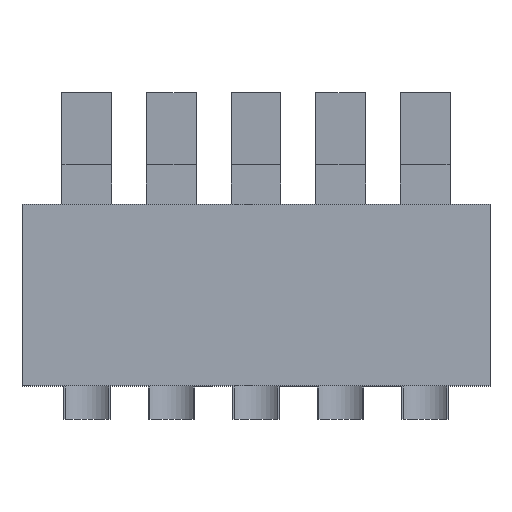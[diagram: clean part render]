
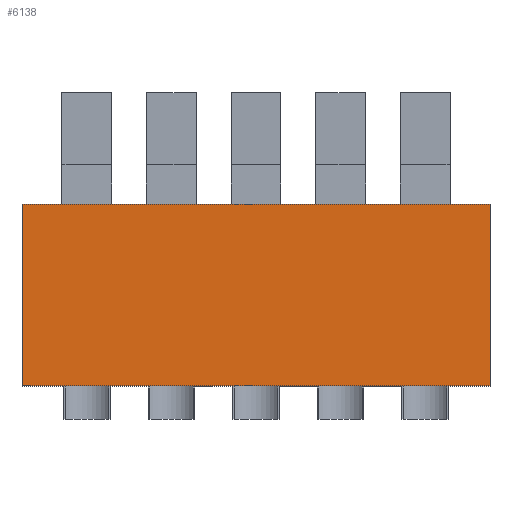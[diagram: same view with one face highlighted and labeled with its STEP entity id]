
A CAD part, top view. The second image highlights one B-rep face of the part: STEP entity #6138.
In plain terms, the highlighted planar face has unit normal (0, 0, 1).
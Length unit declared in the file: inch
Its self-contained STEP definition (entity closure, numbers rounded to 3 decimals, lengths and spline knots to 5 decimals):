
#466=FACE_OUTER_BOUND('',#797,.T.);
#797=EDGE_LOOP('',(#5538,#5539,#5540,#5541));
#1421=LINE('',#9606,#2192);
#1567=LINE('',#9925,#2338);
#1569=LINE('',#9929,#2340);
#1570=LINE('',#9930,#2341);
#2192=VECTOR('',#7637,0.55354);
#2338=VECTOR('',#7947,0.21417);
#2340=VECTOR('',#7951,0.21417);
#2341=VECTOR('',#7952,0.55354);
#2868=VERTEX_POINT('',#9603);
#2869=VERTEX_POINT('',#9605);
#2960=VERTEX_POINT('',#9924);
#2961=VERTEX_POINT('',#9928);
#3666=EDGE_CURVE('',#2868,#2869,#1421,.T.);
#3822=EDGE_CURVE('',#2960,#2869,#1567,.T.);
#3824=EDGE_CURVE('',#2868,#2961,#1569,.T.);
#3825=EDGE_CURVE('',#2961,#2960,#1570,.T.);
#5538=ORIENTED_EDGE('',*,*,#3824,.T.);
#5539=ORIENTED_EDGE('',*,*,#3825,.T.);
#5540=ORIENTED_EDGE('',*,*,#3822,.T.);
#5541=ORIENTED_EDGE('',*,*,#3666,.F.);
#5837=PLANE('',#6504);
#6138=ADVANCED_FACE('',(#466),#5837,.T.);
#6504=AXIS2_PLACEMENT_3D('',#9927,#7949,#7950);
#7637=DIRECTION('',(-1.,0.,0.));
#7947=DIRECTION('',(0.,-1.,0.));
#7949=DIRECTION('center_axis',(0.,0.,1.));
#7950=DIRECTION('ref_axis',(0.,-1.,0.));
#7951=DIRECTION('',(0.,1.,0.));
#7952=DIRECTION('',(-1.,0.,0.));
#9603=CARTESIAN_POINT('',(0.27678,-0.2439,0.39551));
#9605=CARTESIAN_POINT('',(-0.27677,-0.2439,0.39551));
#9606=CARTESIAN_POINT('',(0.27678,-0.2439,0.39551));
#9924=CARTESIAN_POINT('',(-0.27677,-0.02972,0.39551));
#9925=CARTESIAN_POINT('',(-0.27677,-0.02972,0.39551));
#9927=CARTESIAN_POINT('Origin',(-0.30445,-0.01901,
0.39551));
#9928=CARTESIAN_POINT('',(0.27678,-0.02972,0.39551));
#9929=CARTESIAN_POINT('',(0.27678,-0.2439,0.39551));
#9930=CARTESIAN_POINT('',(0.27678,-0.02972,0.39551));
